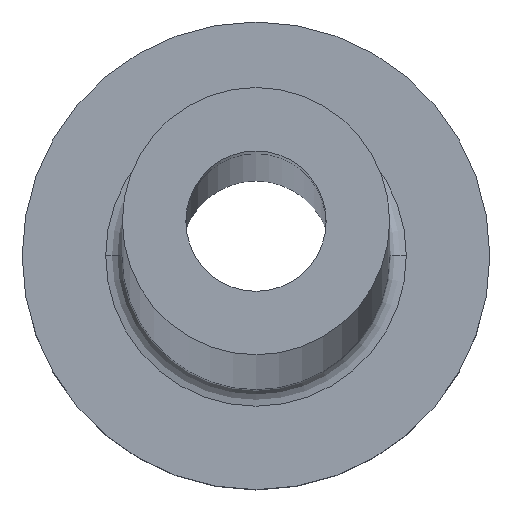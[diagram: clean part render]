
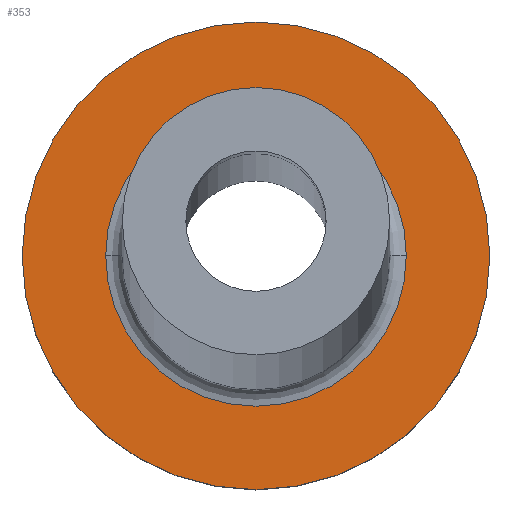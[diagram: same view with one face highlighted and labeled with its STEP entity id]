
A CAD part, top view. The second image highlights one B-rep face of the part: STEP entity #353.
In plain terms, the highlighted planar face has unit normal (0, 0, 1).
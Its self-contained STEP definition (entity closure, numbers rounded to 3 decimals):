
#1 = DIRECTION ( 'NONE',  ( 0., 0., 1. ) ) ;
#10 = EDGE_LOOP ( 'NONE', ( #245, #387 ) ) ;
#12 = EDGE_LOOP ( 'NONE', ( #378, #377 ) ) ;
#13 = VERTEX_POINT ( 'NONE', #433 ) ;
#17 = CIRCLE ( 'NONE', #195, 4.5 ) ;
#41 = CARTESIAN_POINT ( 'NONE',  ( 0., 0., 5. ) ) ;
#44 = DIRECTION ( 'NONE',  ( 0., 0., 1. ) ) ;
#45 = AXIS2_PLACEMENT_3D ( 'NONE', #426, #251, #390 ) ;
#66 = DIRECTION ( 'NONE',  ( 1., 0., 0. ) ) ;
#79 = EDGE_CURVE ( 'NONE', #307, #306, #81, .T. ) ;
#81 = CIRCLE ( 'NONE', #141, 4.5 ) ;
#85 = CARTESIAN_POINT ( 'NONE',  ( 0., 0., 5. ) ) ;
#87 = EDGE_CURVE ( 'NONE', #13, #258, #393, .T. ) ;
#101 = FACE_OUTER_BOUND ( 'NONE', #10, .T. ) ;
#136 = CARTESIAN_POINT ( 'NONE',  ( 4.5, 0., 5. ) ) ;
#141 = AXIS2_PLACEMENT_3D ( 'NONE', #85, #260, #382 ) ;
#170 = CIRCLE ( 'NONE', #312, 7. ) ;
#179 = DIRECTION ( 'NONE',  ( 1., 0., 0. ) ) ;
#182 = CARTESIAN_POINT ( 'NONE',  ( -4.5, 0., 5. ) ) ;
#186 = AXIS2_PLACEMENT_3D ( 'NONE', #379, #44, #331 ) ;
#195 = AXIS2_PLACEMENT_3D ( 'NONE', #288, #400, #66 ) ;
#217 = FACE_BOUND ( 'NONE', #12, .T. ) ;
#245 = ORIENTED_EDGE ( 'NONE', *, *, #318, .T. ) ;
#251 = DIRECTION ( 'NONE',  ( 0., 0., 1. ) ) ;
#258 = VERTEX_POINT ( 'NONE', #315 ) ;
#260 = DIRECTION ( 'NONE',  ( 0., 0., -1. ) ) ;
#288 = CARTESIAN_POINT ( 'NONE',  ( 0., 0., 5. ) ) ;
#306 = VERTEX_POINT ( 'NONE', #136 ) ;
#307 = VERTEX_POINT ( 'NONE', #182 ) ;
#312 = AXIS2_PLACEMENT_3D ( 'NONE', #41, #1, #179 ) ;
#315 = CARTESIAN_POINT ( 'NONE',  ( -7., 0., 5. ) ) ;
#318 = EDGE_CURVE ( 'NONE', #258, #13, #170, .T. ) ;
#331 = DIRECTION ( 'NONE',  ( 1., 0., 0. ) ) ;
#353 = ADVANCED_FACE ( 'NONE', ( #217, #101 ), #455, .T. ) ;
#370 = EDGE_CURVE ( 'NONE', #306, #307, #17, .T. ) ;
#377 = ORIENTED_EDGE ( 'NONE', *, *, #79, .T. ) ;
#378 = ORIENTED_EDGE ( 'NONE', *, *, #370, .T. ) ;
#379 = CARTESIAN_POINT ( 'NONE',  ( 0., 0., 5. ) ) ;
#382 = DIRECTION ( 'NONE',  ( 1., 0., 0. ) ) ;
#387 = ORIENTED_EDGE ( 'NONE', *, *, #87, .T. ) ;
#390 = DIRECTION ( 'NONE',  ( 1., 0., 0. ) ) ;
#393 = CIRCLE ( 'NONE', #186, 7. ) ;
#400 = DIRECTION ( 'NONE',  ( 0., 0., -1. ) ) ;
#426 = CARTESIAN_POINT ( 'NONE',  ( 0., 0., 5. ) ) ;
#433 = CARTESIAN_POINT ( 'NONE',  ( 7., 0., 5. ) ) ;
#455 = PLANE ( 'NONE',  #45 ) ;
